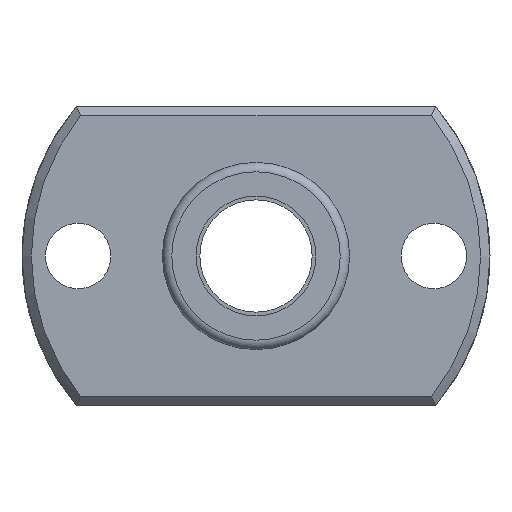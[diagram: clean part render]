
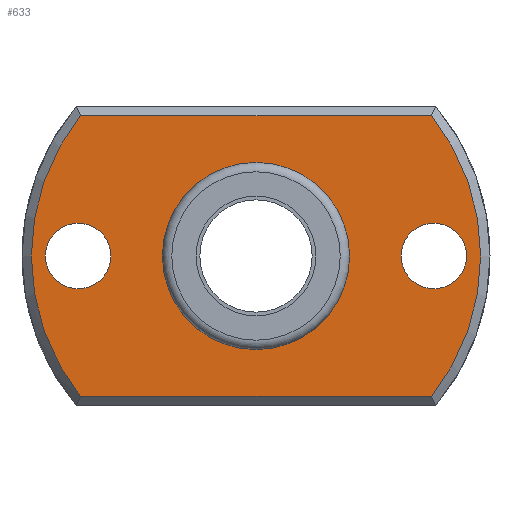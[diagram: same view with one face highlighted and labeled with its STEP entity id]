
A CAD part, left-side view. The second image highlights one B-rep face of the part: STEP entity #633.
In plain terms, the highlighted planar face has unit normal (-1, 0, 0).
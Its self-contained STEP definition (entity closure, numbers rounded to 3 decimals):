
#58=LINE('',#1046,#94);
#59=LINE('',#1050,#95);
#94=VECTOR('',#841,1000.);
#95=VECTOR('',#844,1000.);
#116=PLANE('',#709);
#179=ORIENTED_EDGE('',*,*,#343,.T.);
#180=ORIENTED_EDGE('',*,*,#344,.T.);
#181=ORIENTED_EDGE('',*,*,#345,.T.);
#182=ORIENTED_EDGE('',*,*,#346,.T.);
#183=ORIENTED_EDGE('',*,*,#347,.F.);
#184=ORIENTED_EDGE('',*,*,#348,.T.);
#185=ORIENTED_EDGE('',*,*,#307,.F.);
#307=EDGE_CURVE('',#392,#392,#449,.F.);
#343=EDGE_CURVE('',#424,#425,#467,.F.);
#344=EDGE_CURVE('',#425,#426,#58,.T.);
#345=EDGE_CURVE('',#426,#427,#468,.F.);
#346=EDGE_CURVE('',#427,#424,#59,.T.);
#347=EDGE_CURVE('',#428,#428,#469,.T.);
#348=EDGE_CURVE('',#429,#429,#470,.T.);
#392=VERTEX_POINT('',#968);
#424=VERTEX_POINT('',#1044);
#425=VERTEX_POINT('',#1045);
#426=VERTEX_POINT('',#1047);
#427=VERTEX_POINT('',#1049);
#428=VERTEX_POINT('',#1052);
#429=VERTEX_POINT('',#1054);
#449=CIRCLE('',#684,5.);
#467=CIRCLE('',#710,12.);
#468=CIRCLE('',#711,12.);
#469=CIRCLE('',#712,1.75);
#470=CIRCLE('',#713,1.75);
#497=EDGE_LOOP('',(#179,#180,#181,#182));
#498=EDGE_LOOP('',(#183));
#499=EDGE_LOOP('',(#184));
#500=EDGE_LOOP('',(#185));
#561=FACE_BOUND('',#497,.T.);
#562=FACE_BOUND('',#498,.T.);
#563=FACE_BOUND('',#499,.T.);
#564=FACE_BOUND('',#500,.T.);
#633=ADVANCED_FACE('',(#561,#562,#563,#564),#116,.F.);
#684=AXIS2_PLACEMENT_3D('',#967,#769,#770);
#709=AXIS2_PLACEMENT_3D('',#1042,#837,#838);
#710=AXIS2_PLACEMENT_3D('',#1043,#839,#840);
#711=AXIS2_PLACEMENT_3D('',#1048,#842,#843);
#712=AXIS2_PLACEMENT_3D('',#1051,#845,#846);
#713=AXIS2_PLACEMENT_3D('',#1053,#847,#848);
#769=DIRECTION('',(1.,0.,0.));
#770=DIRECTION('',(0.,0.,-1.));
#837=DIRECTION('',(1.,0.,0.));
#838=DIRECTION('',(0.,0.,-1.));
#839=DIRECTION('',(1.,0.,0.));
#840=DIRECTION('',(0.,0.,-1.));
#841=DIRECTION('',(0.,1.,0.));
#842=DIRECTION('',(1.,0.,0.));
#843=DIRECTION('',(0.,0.,-1.));
#844=DIRECTION('',(0.,-1.,0.));
#845=DIRECTION('',(-1.,0.,0.));
#846=DIRECTION('',(0.,0.,1.));
#847=DIRECTION('',(1.,0.,0.));
#848=DIRECTION('',(0.,0.,-1.));
#967=CARTESIAN_POINT('',(-5.,0.,0.));
#968=CARTESIAN_POINT('',(-5.,0.,-5.));
#1042=CARTESIAN_POINT('',(-5.,0.,0.));
#1043=CARTESIAN_POINT('',(-5.,0.,0.));
#1044=CARTESIAN_POINT('',(-5.,-9.367,-7.5));
#1045=CARTESIAN_POINT('',(-5.,-9.367,7.5));
#1046=CARTESIAN_POINT('',(-5.,9.605,7.5));
#1047=CARTESIAN_POINT('',(-5.,9.367,7.5));
#1048=CARTESIAN_POINT('',(-5.,0.,0.));
#1049=CARTESIAN_POINT('',(-5.,9.367,-7.5));
#1050=CARTESIAN_POINT('',(-5.,-9.605,-7.5));
#1051=CARTESIAN_POINT('',(-5.,-9.5,0.));
#1052=CARTESIAN_POINT('',(-5.,-9.5,1.75));
#1053=CARTESIAN_POINT('',(-5.,9.5,0.));
#1054=CARTESIAN_POINT('',(-5.,9.5,-1.75));
